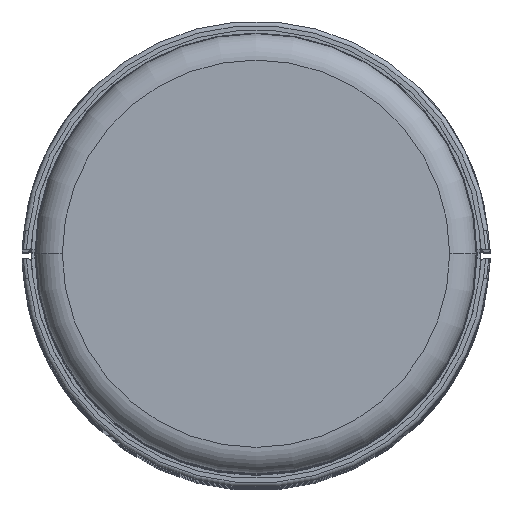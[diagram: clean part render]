
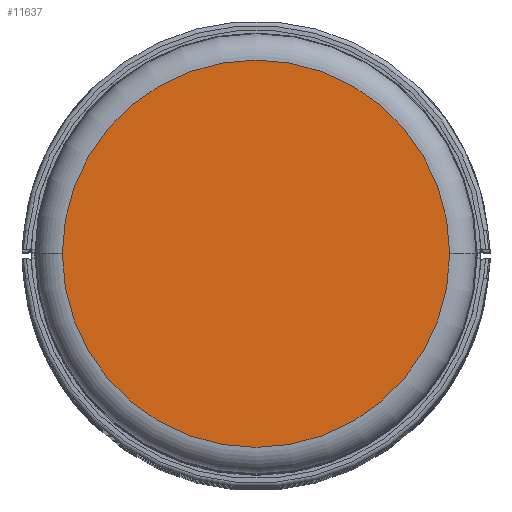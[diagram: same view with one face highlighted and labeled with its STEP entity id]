
A CAD part, top view. The second image highlights one B-rep face of the part: STEP entity #11637.
In plain terms, the highlighted planar face has unit normal (0, 0, 1).
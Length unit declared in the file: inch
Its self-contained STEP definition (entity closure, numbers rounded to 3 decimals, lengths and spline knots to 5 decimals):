
#6111 = VERTEX_POINT( '', #17315 );
#11637 = ADVANCED_FACE( '', ( #23391 ), #23392, .T. );
#12835 = EDGE_CURVE( '', #15921, #6111, #24706, .T. );
#14607 = EDGE_CURVE( '', #6111, #15921, #26658, .T. );
#15921 = VERTEX_POINT( '', #28090 );
#17315 = CARTESIAN_POINT( '', ( 1.09637, 3.50205, 17.125 ) );
#23391 = FACE_OUTER_BOUND( '', #47413, .T. );
#23392 = PLANE( '', #47414 );
#24706 = CIRCLE( '', #51978, 1.09637 );
#26658 = CIRCLE( '', #58378, 1.09637 );
#28090 = CARTESIAN_POINT( '', ( -1.09637, 3.50205, 17.125 ) );
#47413 = EDGE_LOOP( '', ( #71368, #71369 ) );
#47414 = AXIS2_PLACEMENT_3D( '', #71370, #71371, #71372 );
#51978 = AXIS2_PLACEMENT_3D( '', #72656, #72657, #72658 );
#58378 = AXIS2_PLACEMENT_3D( '', #74715, #74716, #74717 );
#71368 = ORIENTED_EDGE( '', *, *, #14607, .T. );
#71369 = ORIENTED_EDGE( '', *, *, #12835, .T. );
#71370 = CARTESIAN_POINT( '', ( 0.54818, 3.50205, 17.125 ) );
#71371 = DIRECTION( '', ( 0., 0., 1. ) );
#71372 = DIRECTION( '', ( 1., 0., 0. ) );
#72656 = CARTESIAN_POINT( '', ( 0., 3.50205, 17.125 ) );
#72657 = DIRECTION( '', ( 0., 0., 1. ) );
#72658 = DIRECTION( '', ( 1., 0., 0. ) );
#74715 = CARTESIAN_POINT( '', ( 0., 3.50205, 17.125 ) );
#74716 = DIRECTION( '', ( 0., 0., 1. ) );
#74717 = DIRECTION( '', ( 1., 0., 0. ) );
